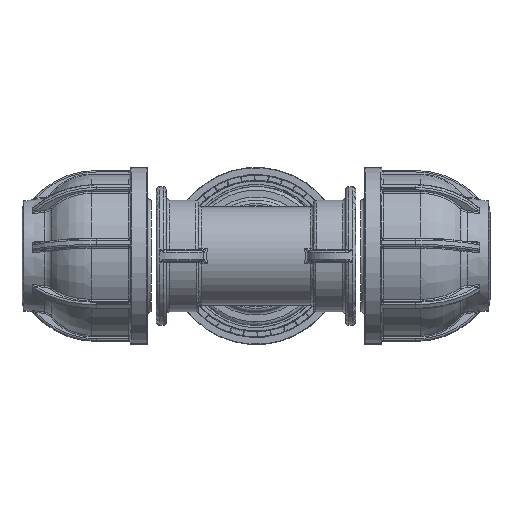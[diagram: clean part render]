
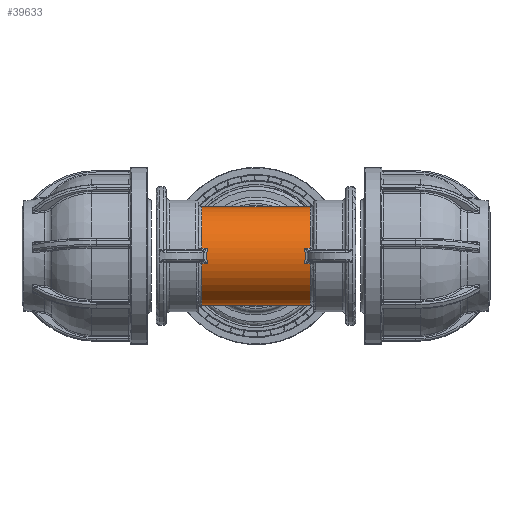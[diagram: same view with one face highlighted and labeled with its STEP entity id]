
A CAD part, front view. The second image highlights one B-rep face of the part: STEP entity #39633.
In plain terms, the highlighted cylindrical face has radius 14.5 mm (diameter 29 mm), a partial arc.
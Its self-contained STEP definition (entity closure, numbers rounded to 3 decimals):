
#6203 = EDGE_LOOP ( 'NONE', ( #6242, #6244, #6243, #6245, #6246, #6247, #6248, #6249, #6250, #6252, #6251, #6253, #6254, #6255 ) ) ;
#6242 = ORIENTED_EDGE ( 'NONE', *, *, #39983, .T. ) ;
#6243 = ORIENTED_EDGE ( 'NONE', *, *, #39985, .T. ) ;
#6244 = ORIENTED_EDGE ( 'NONE', *, *, #39981, .T. ) ;
#6245 = ORIENTED_EDGE ( 'NONE', *, *, #39986, .T. ) ;
#6246 = ORIENTED_EDGE ( 'NONE', *, *, #39987, .T. ) ;
#6247 = ORIENTED_EDGE ( 'NONE', *, *, #39989, .T. ) ;
#6248 = ORIENTED_EDGE ( 'NONE', *, *, #39992, .T. ) ;
#6249 = ORIENTED_EDGE ( 'NONE', *, *, #39973, .T. ) ;
#6250 = ORIENTED_EDGE ( 'NONE', *, *, #39994, .F. ) ;
#6251 = ORIENTED_EDGE ( 'NONE', *, *, #39999, .T. ) ;
#6252 = ORIENTED_EDGE ( 'NONE', *, *, #39997, .F. ) ;
#6253 = ORIENTED_EDGE ( 'NONE', *, *, #40001, .T. ) ;
#6254 = ORIENTED_EDGE ( 'NONE', *, *, #40003, .T. ) ;
#6255 = ORIENTED_EDGE ( 'NONE', *, *, #40006, .T. ) ;
#9049 = VERTEX_POINT ( 'NONE', #34010 ) ;
#9050 = VERTEX_POINT ( 'NONE', #34012 ) ;
#9051 = VERTEX_POINT ( 'NONE', #34014 ) ;
#9052 = VERTEX_POINT ( 'NONE', #34016 ) ;
#9053 = VERTEX_POINT ( 'NONE', #34018 ) ;
#9054 = VERTEX_POINT ( 'NONE', #34020 ) ;
#9056 = VERTEX_POINT ( 'NONE', #34024 ) ;
#9082 = VERTEX_POINT ( 'NONE', #34072 ) ;
#9083 = VERTEX_POINT ( 'NONE', #34074 ) ;
#9084 = VERTEX_POINT ( 'NONE', #34075 ) ;
#9085 = VERTEX_POINT ( 'NONE', #34077 ) ;
#9086 = VERTEX_POINT ( 'NONE', #34079 ) ;
#9088 = VERTEX_POINT ( 'NONE', #34083 ) ;
#9089 = VERTEX_POINT ( 'NONE', #34084 ) ;
#25399 = FACE_OUTER_BOUND ( 'NONE', #6203, .T. ) ;
#25400 = CYLINDRICAL_SURFACE ( 'NONE', #38483, 14.5 ) ;
#25477 = LINE ( 'NONE', #40645, #38617 ) ;
#25478 = LINE ( 'NONE', #40650, #38619 ) ;
#25479 = LINE ( 'NONE', #40655, #38621 ) ;
#25480 = LINE ( 'NONE', #40663, #38622 ) ;
#25481 = LINE ( 'NONE', #40665, #38623 ) ;
#25482 = LINE ( 'NONE', #40667, #38625 ) ;
#25483 = LINE ( 'NONE', #40672, #38627 ) ;
#25484 = LINE ( 'NONE', #40680, #38628 ) ;
#34010 = CARTESIAN_POINT ( 'NONE',  ( 14.444, -14.31, -2.339 ) ) ;
#34012 = CARTESIAN_POINT ( 'NONE',  ( -14.444, -14.31, 2.339 ) ) ;
#34014 = CARTESIAN_POINT ( 'NONE',  ( -16., 0., 14.5 ) ) ;
#34016 = CARTESIAN_POINT ( 'NONE',  ( -16., -14.31, 2.339 ) ) ;
#34018 = CARTESIAN_POINT ( 'NONE',  ( 0., 0., 14.5 ) ) ;
#34020 = CARTESIAN_POINT ( 'NONE',  ( -14.444, -14.31, -2.339 ) ) ;
#34024 = CARTESIAN_POINT ( 'NONE',  ( 14.444, -14.31, 2.339 ) ) ;
#34072 = CARTESIAN_POINT ( 'NONE',  ( 16., -14.31, -2.339 ) ) ;
#34074 = CARTESIAN_POINT ( 'NONE',  ( 16., 0., -14.5 ) ) ;
#34075 = CARTESIAN_POINT ( 'NONE',  ( 0., 0., -14.5 ) ) ;
#34077 = CARTESIAN_POINT ( 'NONE',  ( -16., 0., -14.5 ) ) ;
#34079 = CARTESIAN_POINT ( 'NONE',  ( -16., -14.31, -2.339 ) ) ;
#34083 = CARTESIAN_POINT ( 'NONE',  ( 16., -14.31, 2.339 ) ) ;
#34084 = CARTESIAN_POINT ( 'NONE',  ( 16., 0., 14.5 ) ) ;
#38327 = CARTESIAN_POINT ( 'NONE',  ( 0., 0., 0. ) ) ;
#38328 = DIRECTION ( 'NONE',  ( 1., 0., 0. ) ) ;
#38329 = DIRECTION ( 'NONE',  ( 0., 0., 1. ) ) ;
#38483 = AXIS2_PLACEMENT_3D ( 'NONE', #38327, #38328, #38329 ) ;
#38597 = CIRCLE ( 'NONE', #38618, 14.5 ) ;
#38602 = CIRCLE ( 'NONE', #38616, 14.5 ) ;
#38609 = CIRCLE ( 'NONE', #38620, 14.5 ) ;
#38616 = AXIS2_PLACEMENT_3D ( 'NONE', #40630, #40631, #40632 ) ;
#38617 = VECTOR ( 'NONE', #40646, 1000. ) ;
#38618 = AXIS2_PLACEMENT_3D ( 'NONE', #40647, #40648, #40649 ) ;
#38619 = VECTOR ( 'NONE', #40651, 1000. ) ;
#38620 = AXIS2_PLACEMENT_3D ( 'NONE', #40652, #40653, #40654 ) ;
#38621 = VECTOR ( 'NONE', #40656, 1000. ) ;
#38622 = VECTOR ( 'NONE', #40664, 1000. ) ;
#38623 = VECTOR ( 'NONE', #40666, 1000. ) ;
#38624 = CIRCLE ( 'NONE', #38626, 14.5 ) ;
#38625 = VECTOR ( 'NONE', #40668, 1000. ) ;
#38626 = AXIS2_PLACEMENT_3D ( 'NONE', #40669, #40670, #40671 ) ;
#38627 = VECTOR ( 'NONE', #40673, 1000. ) ;
#38628 = VECTOR ( 'NONE', #40681, 1000. ) ;
#39633 = ADVANCED_FACE ( 'NONE', ( #25399 ), #25400, .T. ) ;
#39973 = EDGE_CURVE ( 'NONE', #9088, #9089, #38602, .T. ) ;
#39981 = EDGE_CURVE ( 'NONE', #9085, #9084, #25477, .T. ) ;
#39983 = EDGE_CURVE ( 'NONE', #9086, #9085, #38597, .T. ) ;
#39985 = EDGE_CURVE ( 'NONE', #9084, #9083, #25478, .T. ) ;
#39986 = EDGE_CURVE ( 'NONE', #9083, #9082, #38609, .T. ) ;
#39987 = EDGE_CURVE ( 'NONE', #9082, #9049, #25479, .T. ) ;
#39989 = EDGE_CURVE ( 'NONE', #9049, #9056, #57674, .T. ) ;
#39992 = EDGE_CURVE ( 'NONE', #9056, #9088, #25480, .T. ) ;
#39994 = EDGE_CURVE ( 'NONE', #9053, #9089, #25481, .T. ) ;
#39997 = EDGE_CURVE ( 'NONE', #9051, #9053, #25482, .T. ) ;
#39999 = EDGE_CURVE ( 'NONE', #9051, #9052, #38624, .T. ) ;
#40001 = EDGE_CURVE ( 'NONE', #9052, #9050, #25483, .T. ) ;
#40003 = EDGE_CURVE ( 'NONE', #9050, #9054, #57675, .T. ) ;
#40006 = EDGE_CURVE ( 'NONE', #9054, #9086, #25484, .T. ) ;
#40630 = CARTESIAN_POINT ( 'NONE',  ( 16., 0., 0. ) ) ;
#40631 = DIRECTION ( 'NONE',  ( -1., 0., 0. ) ) ;
#40632 = DIRECTION ( 'NONE',  ( 0., 0., 1. ) ) ;
#40645 = CARTESIAN_POINT ( 'NONE',  ( 0., 0., -14.5 ) ) ;
#40646 = DIRECTION ( 'NONE',  ( 1., 0., 0. ) ) ;
#40647 = CARTESIAN_POINT ( 'NONE',  ( -16., 0., 0. ) ) ;
#40648 = DIRECTION ( 'NONE',  ( 1., 0., 0. ) ) ;
#40649 = DIRECTION ( 'NONE',  ( 0., 0., -1. ) ) ;
#40650 = CARTESIAN_POINT ( 'NONE',  ( 0., 0., -14.5 ) ) ;
#40651 = DIRECTION ( 'NONE',  ( 1., 0., 0. ) ) ;
#40652 = CARTESIAN_POINT ( 'NONE',  ( 16., 0., 0. ) ) ;
#40653 = DIRECTION ( 'NONE',  ( -1., 0., 0. ) ) ;
#40654 = DIRECTION ( 'NONE',  ( 0., 0., 1. ) ) ;
#40655 = CARTESIAN_POINT ( 'NONE',  ( 0., -14.31, -2.339 ) ) ;
#40656 = DIRECTION ( 'NONE',  ( -1., 0., 0. ) ) ;
#40657 = CARTESIAN_POINT ( 'NONE',  ( 14.444, -14.31, -2.339 ) ) ;
#40658 = CARTESIAN_POINT ( 'NONE',  ( 14.5, -14.436, -1.566 ) ) ;
#40659 = CARTESIAN_POINT ( 'NONE',  ( 14.53, -14.5, -0.783 ) ) ;
#40660 = CARTESIAN_POINT ( 'NONE',  ( 14.53, -14.5, 0.787 ) ) ;
#40661 = CARTESIAN_POINT ( 'NONE',  ( 14.5, -14.436, 1.566 ) ) ;
#40662 = CARTESIAN_POINT ( 'NONE',  ( 14.444, -14.31, 2.339 ) ) ;
#40663 = CARTESIAN_POINT ( 'NONE',  ( 0., -14.31, 2.339 ) ) ;
#40664 = DIRECTION ( 'NONE',  ( 1., 0., 0. ) ) ;
#40665 = CARTESIAN_POINT ( 'NONE',  ( 0., 0., 14.5 ) ) ;
#40666 = DIRECTION ( 'NONE',  ( 1., 0., 0. ) ) ;
#40667 = CARTESIAN_POINT ( 'NONE',  ( 0., 0., 14.5 ) ) ;
#40668 = DIRECTION ( 'NONE',  ( 1., 0., 0. ) ) ;
#40669 = CARTESIAN_POINT ( 'NONE',  ( -16., 0., 0. ) ) ;
#40670 = DIRECTION ( 'NONE',  ( 1., 0., 0. ) ) ;
#40671 = DIRECTION ( 'NONE',  ( 0., 0., -1. ) ) ;
#40672 = CARTESIAN_POINT ( 'NONE',  ( 0., -14.31, 2.339 ) ) ;
#40673 = DIRECTION ( 'NONE',  ( 1., 0., 0. ) ) ;
#40674 = CARTESIAN_POINT ( 'NONE',  ( -14.444, -14.31, 2.339 ) ) ;
#40675 = CARTESIAN_POINT ( 'NONE',  ( -14.5, -14.436, 1.566 ) ) ;
#40676 = CARTESIAN_POINT ( 'NONE',  ( -14.53, -14.5, 0.783 ) ) ;
#40677 = CARTESIAN_POINT ( 'NONE',  ( -14.53, -14.5, -0.787 ) ) ;
#40678 = CARTESIAN_POINT ( 'NONE',  ( -14.5, -14.436, -1.566 ) ) ;
#40679 = CARTESIAN_POINT ( 'NONE',  ( -14.444, -14.31, -2.339 ) ) ;
#40680 = CARTESIAN_POINT ( 'NONE',  ( 0., -14.31, -2.339 ) ) ;
#40681 = DIRECTION ( 'NONE',  ( -1., 0., 0. ) ) ;
#57674 = B_SPLINE_CURVE_WITH_KNOTS ( 'NONE', 3,
 ( #40657, #40658, #40659, #40660, #40661, #40662 ),
 .UNSPECIFIED., .F., .F.,
 ( 4, 2, 4 ),
 ( 0., 0.002, 0.005 ),
 .UNSPECIFIED. ) ;
#57675 = B_SPLINE_CURVE_WITH_KNOTS ( 'NONE', 3,
 ( #40674, #40675, #40676, #40677, #40678, #40679 ),
 .UNSPECIFIED., .F., .F.,
 ( 4, 2, 4 ),
 ( 0., 0.002, 0.005 ),
 .UNSPECIFIED. ) ;
